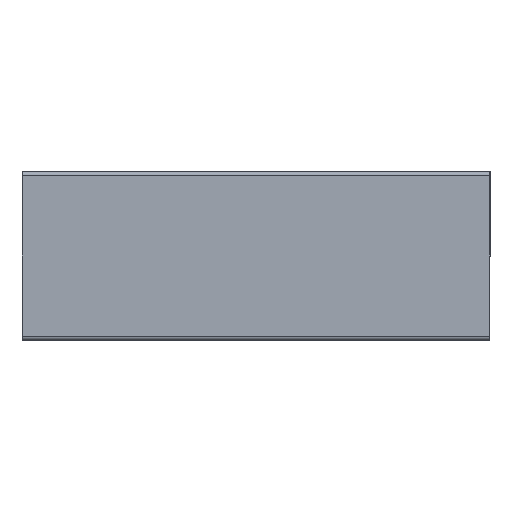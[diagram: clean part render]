
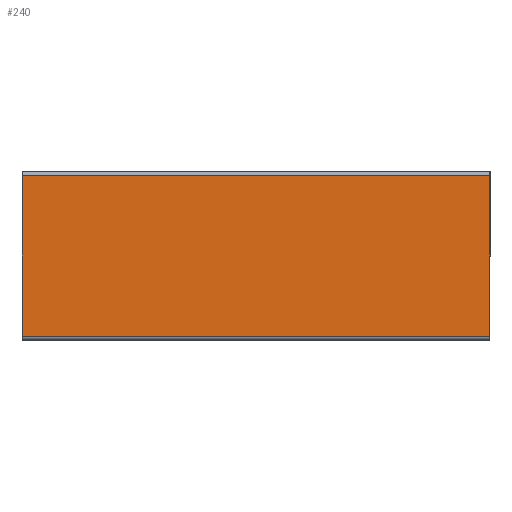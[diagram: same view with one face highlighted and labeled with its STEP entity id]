
A CAD part, left-side view. The second image highlights one B-rep face of the part: STEP entity #240.
In plain terms, the highlighted planar face has unit normal (-1, 0, 0).
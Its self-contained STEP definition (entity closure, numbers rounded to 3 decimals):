
#21 = CARTESIAN_POINT ( 'NONE',  ( -0.3, 0.01, 1.25 ) ) ;
#240 = ADVANCED_FACE ( 'NONE', ( #1662 ), #2965, .F. ) ;
#383 = VERTEX_POINT ( 'NONE', #2061 ) ;
#472 = VERTEX_POINT ( 'NONE', #1513 ) ;
#677 = DIRECTION ( 'NONE',  ( 0., -1., 0. ) ) ;
#678 = VECTOR ( 'NONE', #2649, 1000. ) ;
#690 = CARTESIAN_POINT ( 'NONE',  ( -0.3, 0.01, 1.25 ) ) ;
#711 = ORIENTED_EDGE ( 'NONE', *, *, #2352, .T. ) ;
#757 = VERTEX_POINT ( 'NONE', #1960 ) ;
#834 = VERTEX_POINT ( 'NONE', #3170 ) ;
#841 = EDGE_CURVE ( 'NONE', #472, #834, #2131, .T. ) ;
#985 = CARTESIAN_POINT ( 'NONE',  ( -0.3, 0.01, 0. ) ) ;
#1129 = LINE ( 'NONE', #1567, #678 ) ;
#1185 = LINE ( 'NONE', #985, #1731 ) ;
#1211 = LINE ( 'NONE', #2621, #1802 ) ;
#1267 = DIRECTION ( 'NONE',  ( 0., 0., -1. ) ) ;
#1401 = DIRECTION ( 'NONE',  ( 0., 0., -1. ) ) ;
#1414 = VECTOR ( 'NONE', #1267, 1000. ) ;
#1513 = CARTESIAN_POINT ( 'NONE',  ( -0.3, 0.01, 1.25 ) ) ;
#1567 = CARTESIAN_POINT ( 'NONE',  ( -0.3, 0.01, 1.25 ) ) ;
#1662 = FACE_OUTER_BOUND ( 'NONE', #2322, .T. ) ;
#1731 = VECTOR ( 'NONE', #677, 1000. ) ;
#1767 = DIRECTION ( 'NONE',  ( 0., 0., -1. ) ) ;
#1802 = VECTOR ( 'NONE', #1767, 1000. ) ;
#1960 = CARTESIAN_POINT ( 'NONE',  ( -0.3, 0.44, 1.25 ) ) ;
#2061 = CARTESIAN_POINT ( 'NONE',  ( -0.3, 0.44, 0. ) ) ;
#2131 = LINE ( 'NONE', #690, #1414 ) ;
#2198 = ORIENTED_EDGE ( 'NONE', *, *, #3457, .T. ) ;
#2322 = EDGE_LOOP ( 'NONE', ( #711, #2502, #2340, #2198 ) ) ;
#2326 = AXIS2_PLACEMENT_3D ( 'NONE', #21, #3008, #1401 ) ;
#2340 = ORIENTED_EDGE ( 'NONE', *, *, #2997, .F. ) ;
#2352 = EDGE_CURVE ( 'NONE', #383, #834, #1185, .T. ) ;
#2502 = ORIENTED_EDGE ( 'NONE', *, *, #841, .F. ) ;
#2621 = CARTESIAN_POINT ( 'NONE',  ( -0.3, 0.44, 1.25 ) ) ;
#2649 = DIRECTION ( 'NONE',  ( 0., -1., 0. ) ) ;
#2965 = PLANE ( 'NONE',  #2326 ) ;
#2997 = EDGE_CURVE ( 'NONE', #757, #472, #1129, .T. ) ;
#3008 = DIRECTION ( 'NONE',  ( 1., 0., 0. ) ) ;
#3170 = CARTESIAN_POINT ( 'NONE',  ( -0.3, 0.01, 0. ) ) ;
#3457 = EDGE_CURVE ( 'NONE', #757, #383, #1211, .T. ) ;
